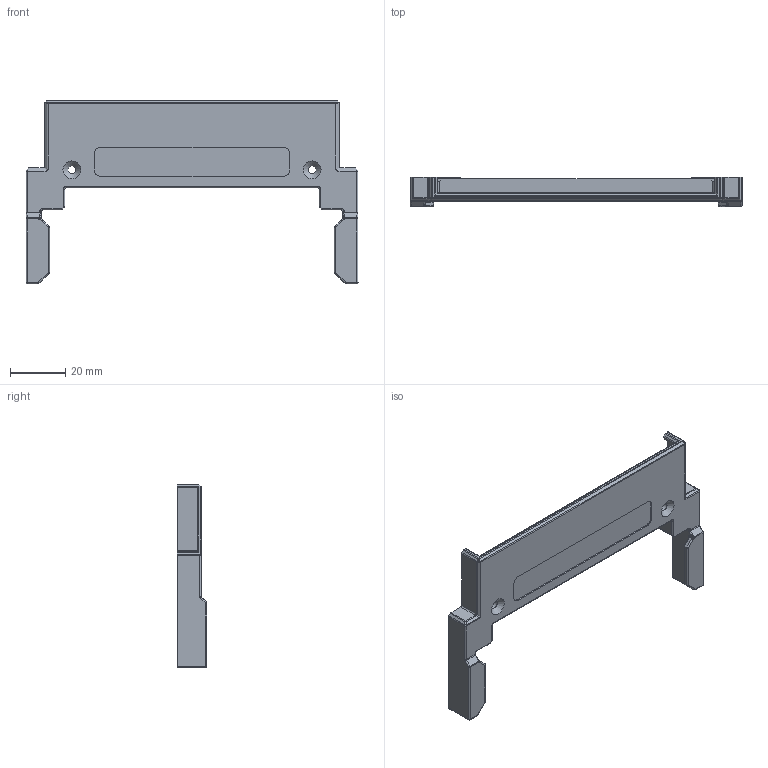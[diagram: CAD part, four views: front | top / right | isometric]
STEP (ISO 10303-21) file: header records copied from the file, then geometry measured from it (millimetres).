
FILE_DESCRIPTION(/* description */ (''),/* implementation_level */ '2;1');
FILE_NAME(/* name */ 'TinyNES_Famicom_Adapter_Front.step',/* time_stamp */ '2022-03-12T18:04:48-05:00',/* author */ (''),/* organization */ (''),/* preprocessor_version */ 'ST-DEVELOPER v18.1',/* originating_system */ 'Autodesk Translation Framework v10.13.0.1454',/* authorisation */ '');
FILE_SCHEMA (('AUTOMOTIVE_DESIGN { 1 0 10303 214 3 1 1 }'));
Length unit declared in the file: millimetre
Products named in the file (1): TinyNES_Famicom_Adapter_Front
Bounding box: 120 x 10.65 x 66.5 mm (x, y, z)
Volume: 16688.5 mm3; surface area: 13895.9 mm2
Topology: 1 solids, 1 shells, 308 faces, 723 edges, 420 vertices
Faces by surface type: plane 125, cylinder 107, sphere 34, bspline 28, torus 10, cone 4
Full cylindrical faces by diameter (mm): 2.9 x2, 6 x2
Entity records: 10367 total; most frequent: CARTESIAN_POINT 3291, DIRECTION 1513, ORIENTED_EDGE 1446, EDGE_CURVE 723, AXIS2_PLACEMENT_3D 541, LINE 431, VECTOR 431, VERTEX_POINT 420
